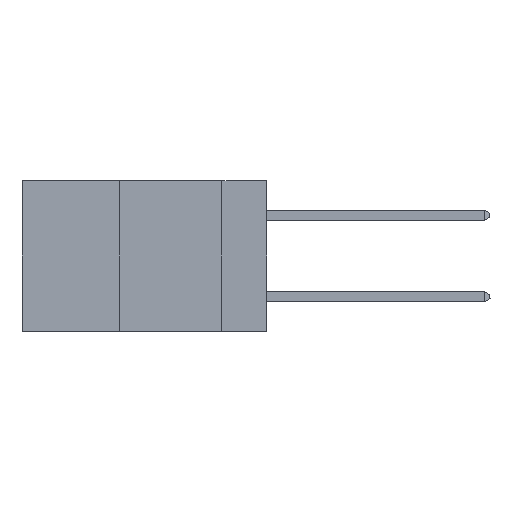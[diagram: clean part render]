
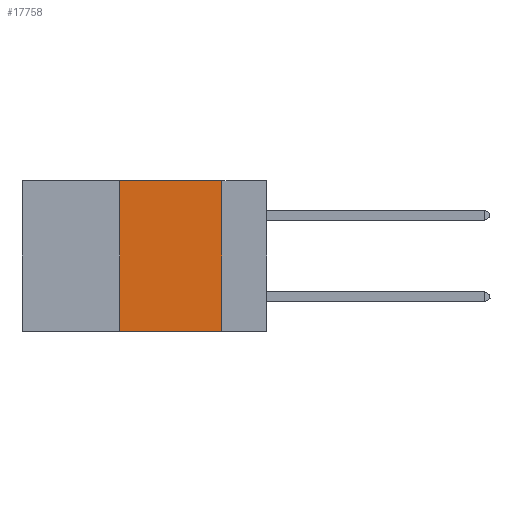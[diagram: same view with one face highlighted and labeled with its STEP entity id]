
A CAD part, left-side view. The second image highlights one B-rep face of the part: STEP entity #17758.
In plain terms, the highlighted planar face has unit normal (-1, 0, 0).
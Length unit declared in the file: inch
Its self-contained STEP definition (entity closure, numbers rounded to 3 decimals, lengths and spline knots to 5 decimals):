
#591 = CARTESIAN_POINT ( 'NONE',  ( 0., 0.11, -0.37 ) ) ;
#938 = VECTOR ( 'NONE', #4071, 39.37008 ) ;
#1399 = CARTESIAN_POINT ( 'NONE',  ( 0., 0.36, -0.37 ) ) ;
#1917 = CARTESIAN_POINT ( 'NONE',  ( 0., 0.6, -0.37 ) ) ;
#2513 = EDGE_CURVE ( 'NONE', #26402, #3630, #8339, .T. ) ;
#3630 = VERTEX_POINT ( 'NONE', #591 ) ;
#4071 = DIRECTION ( 'NONE',  ( 0., -1., 0. ) ) ;
#5335 = ORIENTED_EDGE ( 'NONE', *, *, #2513, .F. ) ;
#5658 = LINE ( 'NONE', #12552, #22961 ) ;
#6938 = DIRECTION ( 'NONE',  ( 0., 0., -1. ) ) ;
#8256 = VERTEX_POINT ( 'NONE', #20442 ) ;
#8339 = LINE ( 'NONE', #13950, #13664 ) ;
#8940 = DIRECTION ( 'NONE',  ( 1., 0., 0. ) ) ;
#11101 = CARTESIAN_POINT ( 'NONE',  ( 0., 0.6, 0. ) ) ;
#11311 = CARTESIAN_POINT ( 'NONE',  ( 0., 0.11, 0. ) ) ;
#12225 = ORIENTED_EDGE ( 'NONE', *, *, #23945, .T. ) ;
#12445 = DIRECTION ( 'NONE',  ( 0., 0., 1. ) ) ;
#12552 = CARTESIAN_POINT ( 'NONE',  ( 0., 0.36, 0. ) ) ;
#13092 = VECTOR ( 'NONE', #23832, 39.37008 ) ;
#13664 = VECTOR ( 'NONE', #27028, 39.37008 ) ;
#13950 = CARTESIAN_POINT ( 'NONE',  ( 0., 0.11, 0. ) ) ;
#14680 = ORIENTED_EDGE ( 'NONE', *, *, #20965, .F. ) ;
#14719 = FACE_OUTER_BOUND ( 'NONE', #26185, .T. ) ;
#16941 = CARTESIAN_POINT ( 'NONE',  ( 0., 0.6, 0. ) ) ;
#17758 = ADVANCED_FACE ( 'NONE', ( #14719 ), #24506, .F. ) ;
#18248 = AXIS2_PLACEMENT_3D ( 'NONE', #11101, #8940, #6938 ) ;
#18662 = LINE ( 'NONE', #1917, #938 ) ;
#18666 = VERTEX_POINT ( 'NONE', #1399 ) ;
#20442 = CARTESIAN_POINT ( 'NONE',  ( 0., 0.36, 0. ) ) ;
#20965 = EDGE_CURVE ( 'NONE', #18666, #8256, #5658, .T. ) ;
#21215 = LINE ( 'NONE', #16941, #13092 ) ;
#22961 = VECTOR ( 'NONE', #12445, 39.37008 ) ;
#23832 = DIRECTION ( 'NONE',  ( 0., -1., 0. ) ) ;
#23945 = EDGE_CURVE ( 'NONE', #18666, #3630, #18662, .T. ) ;
#24506 = PLANE ( 'NONE',  #18248 ) ;
#25590 = ORIENTED_EDGE ( 'NONE', *, *, #26107, .F. ) ;
#26107 = EDGE_CURVE ( 'NONE', #8256, #26402, #21215, .T. ) ;
#26185 = EDGE_LOOP ( 'NONE', ( #5335, #25590, #14680, #12225 ) ) ;
#26402 = VERTEX_POINT ( 'NONE', #11311 ) ;
#27028 = DIRECTION ( 'NONE',  ( 0., 0., -1. ) ) ;
